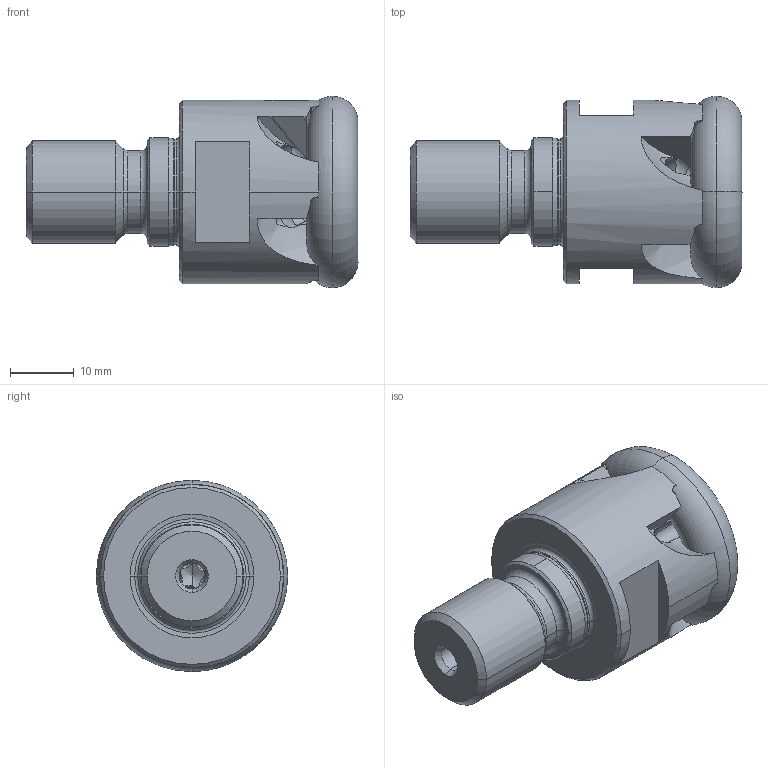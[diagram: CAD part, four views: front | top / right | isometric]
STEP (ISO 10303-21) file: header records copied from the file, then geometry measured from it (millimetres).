
FILE_DESCRIPTION (( 'STEP AP214' ), '1' );
FILE_NAME ('KEF_30_28_M16_508_5.STEP', '2016-09-19T09:53:53', ( '' ), ( '' ), 'SwSTEP 2.0', 'SolidWorks 2016', '' );
FILE_SCHEMA (( 'AUTOMOTIVE_DESIGN' ));
Length unit declared in the file: millimetre
Products named in the file (1): KEF_30_28_M16_508_5
Bounding box: 52 x 29.97 x 29.97 mm (x, y, z)
Volume: 19702.9 mm3; surface area: 6785.1 mm2
Topology: 1 solids, 1 shells, 210 faces, 639 edges, 411 vertices
Faces by surface type: plane 90, cylinder 68, cone 35, torus 12, bspline 5
Entity records: 8270 total; most frequent: CARTESIAN_POINT 2836, ORIENTED_EDGE 1270, DIRECTION 965, EDGE_CURVE 635, VERTEX_POINT 411, AXIS2_PLACEMENT_3D 361, VECTOR 243, LINE 243
